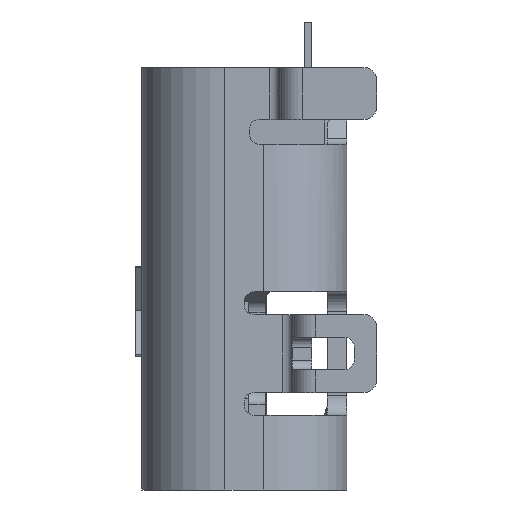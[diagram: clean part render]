
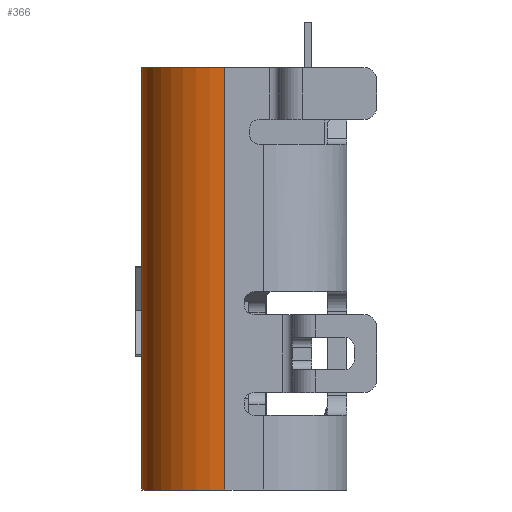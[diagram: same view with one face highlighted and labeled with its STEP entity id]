
A CAD part, left-side view. The second image highlights one B-rep face of the part: STEP entity #366.
In plain terms, the highlighted cylindrical face has radius 1.28 mm (diameter 2.56 mm), a partial arc.
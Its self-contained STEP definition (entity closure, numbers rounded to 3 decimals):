
#366=ADVANCED_FACE('',(#2046),#2047,.T.);
#2046=FACE_OUTER_BOUND('',#4933,.T.);
#2047=CYLINDRICAL_SURFACE('',#4934,1.28);
#4933=EDGE_LOOP('',(#11897,#11898,#11899,#11900));
#4934=AXIS2_PLACEMENT_3D('',#11901,#11902,#11903);
#11897=ORIENTED_EDGE('',*,*,#20546,.T.);
#11898=ORIENTED_EDGE('',*,*,#20747,.F.);
#11899=ORIENTED_EDGE('',*,*,#20031,.T.);
#11900=ORIENTED_EDGE('',*,*,#20519,.F.);
#11901=CARTESIAN_POINT('',(-3.19,0.295,-9.208));
#11902=DIRECTION('',(0.0,0.0,1.0));
#11903=DIRECTION('',(-1.0,0.0,0.0));
#20031=EDGE_CURVE('',#24239,#24237,#24240,.T.);
#20519=EDGE_CURVE('',#25074,#24237,#25076,.T.);
#20546=EDGE_CURVE('',#25074,#25125,#25127,.T.);
#20747=EDGE_CURVE('',#24239,#25125,#25477,.T.);
#24237=VERTEX_POINT('',#31007);
#24239=VERTEX_POINT('',#31010);
#24240=CIRCLE('',#31011,1.28);
#25074=VERTEX_POINT('',#32222);
#25076=LINE('',#32225,#32226);
#25125=VERTEX_POINT('',#32289);
#25127=CIRCLE('',#32292,1.28);
#25477=LINE('',#32967,#32968);
#31007=CARTESIAN_POINT('',(-4.47,0.295,-10.708));
#31010=CARTESIAN_POINT('',(-3.19,1.575,-10.708));
#31011=AXIS2_PLACEMENT_3D('',#40178,#40179,#40180);
#32222=CARTESIAN_POINT('',(-4.47,0.295,-4.208));
#32225=CARTESIAN_POINT('',(-4.47,0.295,-4.208));
#32226=VECTOR('',#40922,6.5);
#32289=CARTESIAN_POINT('',(-3.19,1.575,-4.208));
#32292=AXIS2_PLACEMENT_3D('',#40971,#40972,#40973);
#32967=CARTESIAN_POINT('',(-3.19,1.575,-10.708));
#32968=VECTOR('',#41213,6.5);
#40178=CARTESIAN_POINT('',(-3.19,0.295,-10.708));
#40179=DIRECTION('',(0.0,-0.0,1.0));
#40180=DIRECTION('',(0.,1.0,0.0));
#40922=DIRECTION('',(0.0,0.0,-1.0));
#40971=CARTESIAN_POINT('',(-3.19,0.295,-4.208));
#40972=DIRECTION('',(0.0,0.0,-1.0));
#40973=DIRECTION('',(-1.0,0.0,0.0));
#41213=DIRECTION('',(0.0,0.0,1.0));
